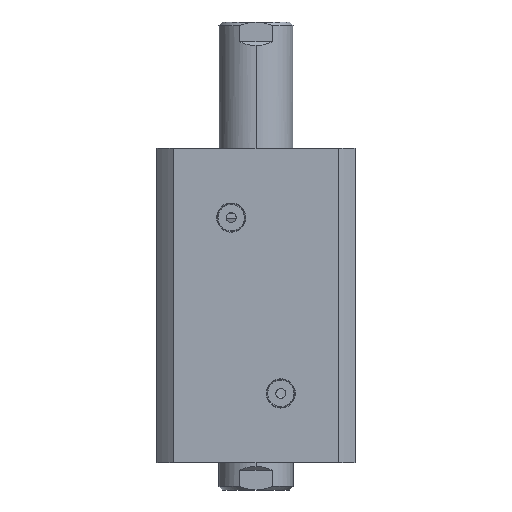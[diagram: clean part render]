
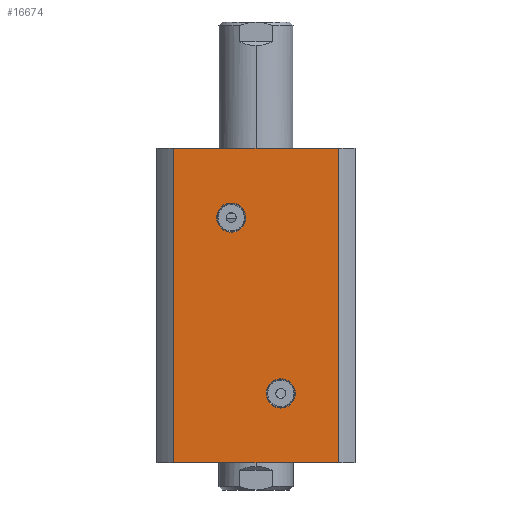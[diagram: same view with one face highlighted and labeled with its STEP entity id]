
A CAD part, left-side view. The second image highlights one B-rep face of the part: STEP entity #16674.
In plain terms, the highlighted planar face has unit normal (-1, 0, 0).
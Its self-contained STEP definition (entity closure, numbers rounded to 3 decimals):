
#72 = DIRECTION ( 'NONE',  ( -1., 0., 0. ) ) ;
#81 = CARTESIAN_POINT ( 'NONE',  ( -40., -10., -35.5 ) ) ;
#1713 = LINE ( 'NONE', #8547, #9777 ) ;
#1737 = CARTESIAN_POINT ( 'NONE',  ( -40., -10., -41.385 ) ) ;
#1860 = CARTESIAN_POINT ( 'NONE',  ( -40., 10., 35.5 ) ) ;
#1905 = AXIS2_PLACEMENT_3D ( 'NONE', #16815, #20126, #16670 ) ;
#2288 = AXIS2_PLACEMENT_3D ( 'NONE', #7742, #9551, #14235 ) ;
#2321 = CARTESIAN_POINT ( 'NONE',  ( -40., -33.226, -63.5 ) ) ;
#2848 = VECTOR ( 'NONE', #11459, 1000. ) ;
#3011 = EDGE_CURVE ( 'NONE', #9944, #16819, #5807, .T. ) ;
#3034 = CIRCLE ( 'NONE', #2288, 5.885 ) ;
#3109 = CARTESIAN_POINT ( 'NONE',  ( -40., 33.226, 63.5 ) ) ;
#3128 = ORIENTED_EDGE ( 'NONE', *, *, #8715, .F. ) ;
#3155 = VECTOR ( 'NONE', #13218, 1000. ) ;
#3480 = VECTOR ( 'NONE', #6910, 1000. ) ;
#4330 = EDGE_CURVE ( 'NONE', #17973, #9809, #20353, .T. ) ;
#4551 = FACE_OUTER_BOUND ( 'NONE', #16725, .T. ) ;
#4585 = EDGE_CURVE ( 'NONE', #5963, #16819, #1713, .T. ) ;
#4720 = ORIENTED_EDGE ( 'NONE', *, *, #5531, .F. ) ;
#5531 = EDGE_CURVE ( 'NONE', #8149, #10780, #14391, .T. ) ;
#5807 = LINE ( 'NONE', #9696, #3155 ) ;
#5963 = VERTEX_POINT ( 'NONE', #7440 ) ;
#6154 = ORIENTED_EDGE ( 'NONE', *, *, #4585, .T. ) ;
#6838 = VERTEX_POINT ( 'NONE', #14289 ) ;
#6853 = CARTESIAN_POINT ( 'NONE',  ( -40., 33.226, 63.5 ) ) ;
#6910 = DIRECTION ( 'NONE',  ( 0., -1., 0. ) ) ;
#7440 = CARTESIAN_POINT ( 'NONE',  ( -40., 33.226, -63.5 ) ) ;
#7653 = CIRCLE ( 'NONE', #11947, 5.885 ) ;
#7723 = CARTESIAN_POINT ( 'NONE',  ( -40., -33.226, 63.5 ) ) ;
#7742 = CARTESIAN_POINT ( 'NONE',  ( -40., -10., -35.5 ) ) ;
#8149 = VERTEX_POINT ( 'NONE', #12612 ) ;
#8547 = CARTESIAN_POINT ( 'NONE',  ( -40., 33.226, -63.5 ) ) ;
#8683 = FACE_BOUND ( 'NONE', #14075, .T. ) ;
#8715 = EDGE_CURVE ( 'NONE', #9809, #17973, #3034, .T. ) ;
#9551 = DIRECTION ( 'NONE',  ( -1., 0., 0. ) ) ;
#9696 = CARTESIAN_POINT ( 'NONE',  ( -40., -33.226, 63.5 ) ) ;
#9777 = VECTOR ( 'NONE', #11797, 1000. ) ;
#9809 = VERTEX_POINT ( 'NONE', #20521 ) ;
#9878 = DIRECTION ( 'NONE',  ( -1., 0., 0. ) ) ;
#9944 = VERTEX_POINT ( 'NONE', #7723 ) ;
#10381 = DIRECTION ( 'NONE',  ( 0., 0., -1. ) ) ;
#10780 = VERTEX_POINT ( 'NONE', #21074 ) ;
#11459 = DIRECTION ( 'NONE',  ( 0., 0., -1. ) ) ;
#11764 = PLANE ( 'NONE',  #18063 ) ;
#11797 = DIRECTION ( 'NONE',  ( 0., -1., 0. ) ) ;
#11947 = AXIS2_PLACEMENT_3D ( 'NONE', #1860, #72, #13471 ) ;
#12612 = CARTESIAN_POINT ( 'NONE',  ( -40., 10., 29.615 ) ) ;
#13080 = FACE_BOUND ( 'NONE', #19048, .T. ) ;
#13196 = DIRECTION ( 'NONE',  ( 0., 0., 1. ) ) ;
#13218 = DIRECTION ( 'NONE',  ( 0., 0., -1. ) ) ;
#13471 = DIRECTION ( 'NONE',  ( 0., 0., 1. ) ) ;
#13570 = AXIS2_PLACEMENT_3D ( 'NONE', #81, #9878, #13196 ) ;
#14075 = EDGE_LOOP ( 'NONE', ( #15879, #4720 ) ) ;
#14235 = DIRECTION ( 'NONE',  ( 0., 0., 1. ) ) ;
#14289 = CARTESIAN_POINT ( 'NONE',  ( -40., 33.226, 63.5 ) ) ;
#14391 = CIRCLE ( 'NONE', #1905, 5.885 ) ;
#14753 = EDGE_CURVE ( 'NONE', #6838, #5963, #19420, .T. ) ;
#14810 = EDGE_CURVE ( 'NONE', #6838, #9944, #19779, .T. ) ;
#14953 = EDGE_CURVE ( 'NONE', #10780, #8149, #7653, .T. ) ;
#15879 = ORIENTED_EDGE ( 'NONE', *, *, #14953, .F. ) ;
#16278 = ORIENTED_EDGE ( 'NONE', *, *, #14810, .F. ) ;
#16635 = CARTESIAN_POINT ( 'NONE',  ( -40., 33.226, 63.5 ) ) ;
#16670 = DIRECTION ( 'NONE',  ( 0., 0., 1. ) ) ;
#16674 = ADVANCED_FACE ( 'NONE', ( #13080, #8683, #4551 ), #11764, .F. ) ;
#16725 = EDGE_LOOP ( 'NONE', ( #6154, #21179, #16278, #17372 ) ) ;
#16815 = CARTESIAN_POINT ( 'NONE',  ( -40., 10., 35.5 ) ) ;
#16819 = VERTEX_POINT ( 'NONE', #2321 ) ;
#17372 = ORIENTED_EDGE ( 'NONE', *, *, #14753, .T. ) ;
#17973 = VERTEX_POINT ( 'NONE', #1737 ) ;
#18063 = AXIS2_PLACEMENT_3D ( 'NONE', #6853, #18390, #10381 ) ;
#18390 = DIRECTION ( 'NONE',  ( 1., 0., 0. ) ) ;
#19048 = EDGE_LOOP ( 'NONE', ( #3128, #20364 ) ) ;
#19420 = LINE ( 'NONE', #3109, #2848 ) ;
#19779 = LINE ( 'NONE', #16635, #3480 ) ;
#20126 = DIRECTION ( 'NONE',  ( -1., 0., 0. ) ) ;
#20353 = CIRCLE ( 'NONE', #13570, 5.885 ) ;
#20364 = ORIENTED_EDGE ( 'NONE', *, *, #4330, .F. ) ;
#20521 = CARTESIAN_POINT ( 'NONE',  ( -40., -10., -29.615 ) ) ;
#21074 = CARTESIAN_POINT ( 'NONE',  ( -40., 10., 41.385 ) ) ;
#21179 = ORIENTED_EDGE ( 'NONE', *, *, #3011, .F. ) ;
